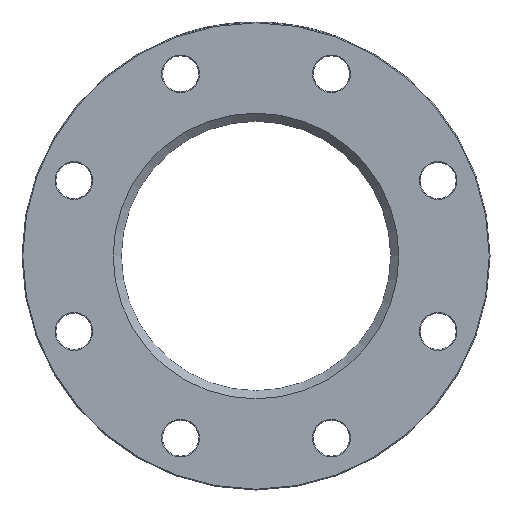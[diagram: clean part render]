
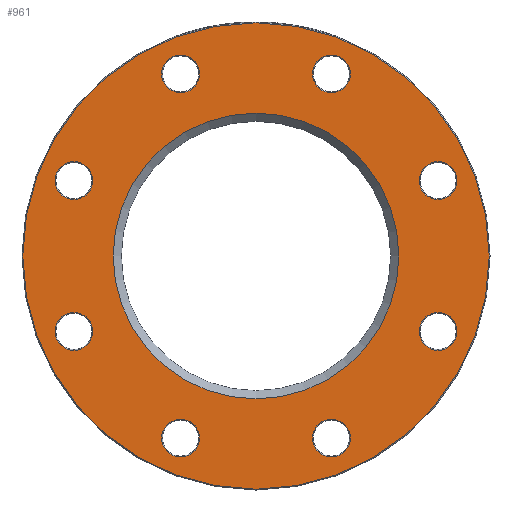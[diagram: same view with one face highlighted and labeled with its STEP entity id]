
A CAD part, left-side view. The second image highlights one B-rep face of the part: STEP entity #961.
In plain terms, the highlighted planar face has unit normal (-1, 0, 0).
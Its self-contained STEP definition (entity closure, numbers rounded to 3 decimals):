
#101 = FACE_BOUND ( 'NONE', #4677, .T. ) ;
#129 = CIRCLE ( 'NONE', #4972, 11.5 ) ;
#251 = CIRCLE ( 'NONE', #5300, 11.5 ) ;
#317 = CARTESIAN_POINT ( 'NONE',  ( 0., 45.922, -122.366 ) ) ;
#375 = EDGE_CURVE ( 'NONE', #5327, #5327, #5092, .T. ) ;
#391 = VERTEX_POINT ( 'NONE', #5873 ) ;
#425 = EDGE_LOOP ( 'NONE', ( #4959 ) ) ;
#605 = DIRECTION ( 'NONE',  ( 0., 0., -1. ) ) ;
#674 = CIRCLE ( 'NONE', #1614, 11.5 ) ;
#695 = DIRECTION ( 'NONE',  ( 0., 0., -1. ) ) ;
#750 = CARTESIAN_POINT ( 'NONE',  ( 0., -45.922, 99.366 ) ) ;
#873 = EDGE_CURVE ( 'NONE', #5261, #5261, #3573, .T. ) ;
#887 = CARTESIAN_POINT ( 'NONE',  ( 0., -110.866, -45.922 ) ) ;
#961 = ADVANCED_FACE ( 'NONE', ( #4185, #2631, #2111, #101, #5168, #6144, #1672, #5655, #1157, #6112 ), #5112, .F. ) ;
#1157 = FACE_BOUND ( 'NONE', #3338, .T. ) ;
#1194 = EDGE_CURVE ( 'NONE', #1797, #1797, #3202, .T. ) ;
#1198 = AXIS2_PLACEMENT_3D ( 'NONE', #4584, #3652, #4096 ) ;
#1281 = CARTESIAN_POINT ( 'NONE',  ( 0., -110.866, -57.422 ) ) ;
#1444 = ORIENTED_EDGE ( 'NONE', *, *, #4321, .T. ) ;
#1503 = VERTEX_POINT ( 'NONE', #6399 ) ;
#1530 = AXIS2_PLACEMENT_3D ( 'NONE', #3387, #1982, #2895 ) ;
#1614 = AXIS2_PLACEMENT_3D ( 'NONE', #2852, #4835, #5363 ) ;
#1672 = FACE_BOUND ( 'NONE', #5942, .T. ) ;
#1699 = CARTESIAN_POINT ( 'NONE',  ( 0., -45.922, -122.366 ) ) ;
#1778 = AXIS2_PLACEMENT_3D ( 'NONE', #3574, #2691, #695 ) ;
#1797 = VERTEX_POINT ( 'NONE', #3775 ) ;
#1839 = CARTESIAN_POINT ( 'NONE',  ( 0., -45.922, -110.866 ) ) ;
#1863 = DIRECTION ( 'NONE',  ( 1., 0., 0. ) ) ;
#1899 = CARTESIAN_POINT ( 'NONE',  ( 0., -45.922, 110.866 ) ) ;
#1904 = DIRECTION ( 'NONE',  ( 1., 0., 0. ) ) ;
#1910 = AXIS2_PLACEMENT_3D ( 'NONE', #2249, #3758, #5730 ) ;
#1933 = AXIS2_PLACEMENT_3D ( 'NONE', #1899, #4341, #2326 ) ;
#1982 = DIRECTION ( 'NONE',  ( 1., 0., 0. ) ) ;
#2043 = CIRCLE ( 'NONE', #6326, 11.5 ) ;
#2046 = EDGE_CURVE ( 'NONE', #5776, #5776, #674, .T. ) ;
#2111 = FACE_BOUND ( 'NONE', #425, .T. ) ;
#2134 = CARTESIAN_POINT ( 'NONE',  ( 0., 45.922, 110.866 ) ) ;
#2229 = VERTEX_POINT ( 'NONE', #4242 ) ;
#2249 = CARTESIAN_POINT ( 'NONE',  ( 0., 0., 0. ) ) ;
#2326 = DIRECTION ( 'NONE',  ( 0., 0., -1. ) ) ;
#2430 = EDGE_CURVE ( 'NONE', #6329, #6329, #251, .T. ) ;
#2444 = EDGE_LOOP ( 'NONE', ( #3072 ) ) ;
#2446 = EDGE_LOOP ( 'NONE', ( #5253 ) ) ;
#2469 = EDGE_LOOP ( 'NONE', ( #4235 ) ) ;
#2508 = DIRECTION ( 'NONE',  ( 1., 0., 0. ) ) ;
#2631 = FACE_OUTER_BOUND ( 'NONE', #6427, .T. ) ;
#2691 = DIRECTION ( 'NONE',  ( 1., 0., 0. ) ) ;
#2748 = VERTEX_POINT ( 'NONE', #1699 ) ;
#2754 = CIRCLE ( 'NONE', #1198, 142. ) ;
#2852 = CARTESIAN_POINT ( 'NONE',  ( 0., 45.922, -110.866 ) ) ;
#2886 = CARTESIAN_POINT ( 'NONE',  ( 0., 45.922, 99.366 ) ) ;
#2895 = DIRECTION ( 'NONE',  ( 0., 0., -1. ) ) ;
#3059 = EDGE_LOOP ( 'NONE', ( #4923 ) ) ;
#3072 = ORIENTED_EDGE ( 'NONE', *, *, #5574, .T. ) ;
#3190 = DIRECTION ( 'NONE',  ( 1., 0., 0. ) ) ;
#3202 = CIRCLE ( 'NONE', #1530, 11.5 ) ;
#3338 = EDGE_LOOP ( 'NONE', ( #4126 ) ) ;
#3382 = CIRCLE ( 'NONE', #1910, 87. ) ;
#3387 = CARTESIAN_POINT ( 'NONE',  ( 0., 110.866, 45.922 ) ) ;
#3395 = AXIS2_PLACEMENT_3D ( 'NONE', #2134, #2508, #3553 ) ;
#3553 = DIRECTION ( 'NONE',  ( 0., 0., -1. ) ) ;
#3573 = CIRCLE ( 'NONE', #1778, 11.5 ) ;
#3574 = CARTESIAN_POINT ( 'NONE',  ( 0., -110.866, 45.922 ) ) ;
#3595 = ORIENTED_EDGE ( 'NONE', *, *, #2046, .T. ) ;
#3652 = DIRECTION ( 'NONE',  ( -1., 0., 0. ) ) ;
#3684 = CARTESIAN_POINT ( 'NONE',  ( 0., 82., 0. ) ) ;
#3758 = DIRECTION ( 'NONE',  ( 1., 0., 0. ) ) ;
#3767 = ORIENTED_EDGE ( 'NONE', *, *, #4215, .T. ) ;
#3775 = CARTESIAN_POINT ( 'NONE',  ( 0., 110.866, 34.422 ) ) ;
#3814 = CIRCLE ( 'NONE', #3395, 11.5 ) ;
#3916 = DIRECTION ( 'NONE',  ( 0., 0., -1. ) ) ;
#4096 = DIRECTION ( 'NONE',  ( 0., 0., -1. ) ) ;
#4126 = ORIENTED_EDGE ( 'NONE', *, *, #6279, .T. ) ;
#4185 = FACE_BOUND ( 'NONE', #2444, .T. ) ;
#4188 = ORIENTED_EDGE ( 'NONE', *, *, #375, .T. ) ;
#4215 = EDGE_CURVE ( 'NONE', #2748, #2748, #2043, .T. ) ;
#4235 = ORIENTED_EDGE ( 'NONE', *, *, #1194, .T. ) ;
#4242 = CARTESIAN_POINT ( 'NONE',  ( 0., 0., -142. ) ) ;
#4321 = EDGE_CURVE ( 'NONE', #2229, #2229, #2754, .T. ) ;
#4341 = DIRECTION ( 'NONE',  ( 1., 0., 0. ) ) ;
#4409 = VERTEX_POINT ( 'NONE', #2886 ) ;
#4580 = EDGE_CURVE ( 'NONE', #4409, #4409, #3814, .T. ) ;
#4584 = CARTESIAN_POINT ( 'NONE',  ( 0., 0., 0. ) ) ;
#4601 = DIRECTION ( 'NONE',  ( 0., 0., -1. ) ) ;
#4677 = EDGE_LOOP ( 'NONE', ( #4188 ) ) ;
#4764 = CARTESIAN_POINT ( 'NONE',  ( 0., -110.866, 34.422 ) ) ;
#4835 = DIRECTION ( 'NONE',  ( 1., 0., 0. ) ) ;
#4845 = EDGE_LOOP ( 'NONE', ( #3595 ) ) ;
#4923 = ORIENTED_EDGE ( 'NONE', *, *, #873, .T. ) ;
#4959 = ORIENTED_EDGE ( 'NONE', *, *, #4580, .T. ) ;
#4972 = AXIS2_PLACEMENT_3D ( 'NONE', #6158, #5553, #4601 ) ;
#5092 = CIRCLE ( 'NONE', #1933, 11.5 ) ;
#5112 = PLANE ( 'NONE',  #5938 ) ;
#5168 = FACE_BOUND ( 'NONE', #3059, .T. ) ;
#5253 = ORIENTED_EDGE ( 'NONE', *, *, #2430, .T. ) ;
#5261 = VERTEX_POINT ( 'NONE', #4764 ) ;
#5300 = AXIS2_PLACEMENT_3D ( 'NONE', #887, #1863, #3916 ) ;
#5327 = VERTEX_POINT ( 'NONE', #750 ) ;
#5363 = DIRECTION ( 'NONE',  ( 0., 0., -1. ) ) ;
#5553 = DIRECTION ( 'NONE',  ( 1., 0., 0. ) ) ;
#5574 = EDGE_CURVE ( 'NONE', #391, #391, #3382, .T. ) ;
#5655 = FACE_BOUND ( 'NONE', #4845, .T. ) ;
#5730 = DIRECTION ( 'NONE',  ( 0., 0., -1. ) ) ;
#5776 = VERTEX_POINT ( 'NONE', #317 ) ;
#5848 = DIRECTION ( 'NONE',  ( 0., 0., -1. ) ) ;
#5873 = CARTESIAN_POINT ( 'NONE',  ( 0., 0., -87. ) ) ;
#5938 = AXIS2_PLACEMENT_3D ( 'NONE', #3684, #3190, #605 ) ;
#5942 = EDGE_LOOP ( 'NONE', ( #3767 ) ) ;
#6112 = FACE_BOUND ( 'NONE', #2469, .T. ) ;
#6144 = FACE_BOUND ( 'NONE', #2446, .T. ) ;
#6158 = CARTESIAN_POINT ( 'NONE',  ( 0., 110.866, -45.922 ) ) ;
#6279 = EDGE_CURVE ( 'NONE', #1503, #1503, #129, .T. ) ;
#6326 = AXIS2_PLACEMENT_3D ( 'NONE', #1839, #1904, #5848 ) ;
#6329 = VERTEX_POINT ( 'NONE', #1281 ) ;
#6399 = CARTESIAN_POINT ( 'NONE',  ( 0., 110.866, -57.422 ) ) ;
#6427 = EDGE_LOOP ( 'NONE', ( #1444 ) ) ;
